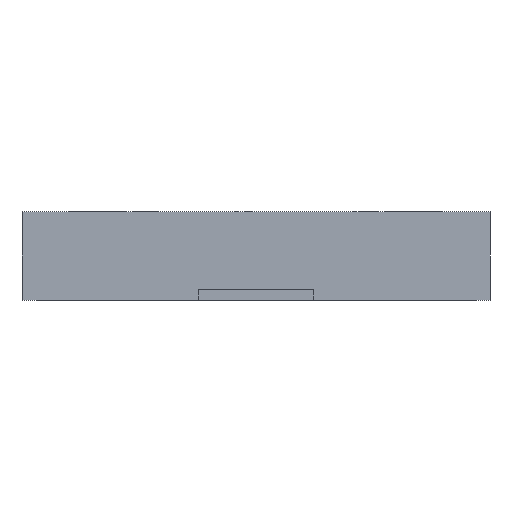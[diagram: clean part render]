
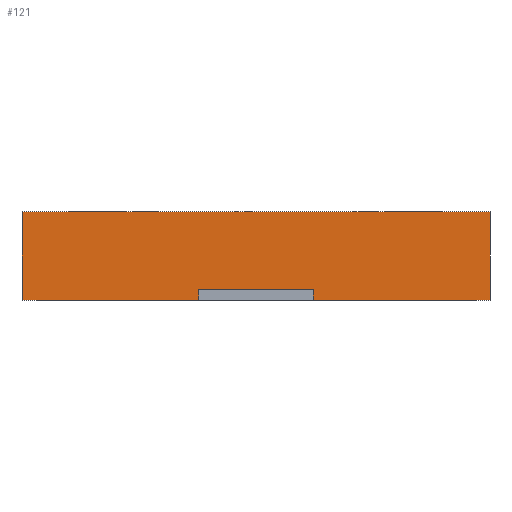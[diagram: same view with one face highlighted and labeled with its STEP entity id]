
A CAD part, front view. The second image highlights one B-rep face of the part: STEP entity #121.
In plain terms, the highlighted planar face has unit normal (0, -1, 0).
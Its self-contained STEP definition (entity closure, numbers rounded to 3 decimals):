
#121=ADVANCED_FACE('',(#336),#7220,.T.);
#336=FACE_OUTER_BOUND('',#545,.T.);
#545=EDGE_LOOP('',(#964,#965,#966,#967));
#964=ORIENTED_EDGE('',*,*,#4508,.F.);
#965=ORIENTED_EDGE('',*,*,#4729,.T.);
#966=ORIENTED_EDGE('',*,*,#4521,.F.);
#967=ORIENTED_EDGE('',*,*,#4730,.T.);
#1811=PCURVE('',#7217,#2855);
#1824=PCURVE('',#7218,#2868);
#2032=PCURVE('',#7220,#3076);
#2033=PCURVE('',#7220,#3077);
#2034=PCURVE('',#7220,#3078);
#2035=PCURVE('',#7220,#3079);
#2039=PCURVE('',#7221,#3083);
#2045=PCURVE('',#7223,#3089);
#2855=DEFINITIONAL_REPRESENTATION('',(#5121),#13164);
#2868=DEFINITIONAL_REPRESENTATION('',(#5147),#13164);
#3076=DEFINITIONAL_REPRESENTATION('',(#5558),#13164);
#3077=DEFINITIONAL_REPRESENTATION('',(#5560),#13164);
#3078=DEFINITIONAL_REPRESENTATION('',(#5561),#13164);
#3079=DEFINITIONAL_REPRESENTATION('',(#5563),#13164);
#3083=DEFINITIONAL_REPRESENTATION('',(#5568),#13164);
#3089=DEFINITIONAL_REPRESENTATION('',(#5575),#13164);
#3899=SURFACE_CURVE('',#5120,(#1811,#2032),.PCURVE_S1.);
#3912=SURFACE_CURVE('',#5146,(#1824,#2034),.PCURVE_S1.);
#4120=SURFACE_CURVE('',#5559,(#2033,#2039),.PCURVE_S1.);
#4121=SURFACE_CURVE('',#5562,(#2035,#2045),.PCURVE_S1.);
#4508=EDGE_CURVE('',#6747,#6743,#3899,.T.);
#4521=EDGE_CURVE('',#6759,#6762,#3912,.T.);
#4729=EDGE_CURVE('',#6747,#6762,#4120,.T.);
#4730=EDGE_CURVE('',#6759,#6743,#4121,.T.);
#5120=B_SPLINE_CURVE_WITH_KNOTS('',1,(#8208,#8209),.UNSPECIFIED.,.F.,.F.,
(2,2),(-49.,-40.),.UNSPECIFIED.);
#5121=B_SPLINE_CURVE_WITH_KNOTS('',1,(#8210,#8211),.UNSPECIFIED.,.F.,.F.,
(2,2),(-49.,-40.),.UNSPECIFIED.);
#5146=B_SPLINE_CURVE_WITH_KNOTS('',1,(#8268,#8269),.UNSPECIFIED.,.F.,.F.,
(2,2),(0.,9.),.UNSPECIFIED.);
#5147=B_SPLINE_CURVE_WITH_KNOTS('',1,(#8270,#8271),.UNSPECIFIED.,.F.,.F.,
(2,2),(0.,9.),.UNSPECIFIED.);
#5558=B_SPLINE_CURVE_WITH_KNOTS('',1,(#10072,#10073),.UNSPECIFIED.,.F.,.F.,
(2,2),(-49.,-40.),.UNSPECIFIED.);
#5559=B_SPLINE_CURVE_WITH_KNOTS('',1,(#10074,#10075),.UNSPECIFIED.,.F.,.F.,
(2,2),(0.,1.7),.UNSPECIFIED.);
#5560=B_SPLINE_CURVE_WITH_KNOTS('',1,(#10076,#10077),.UNSPECIFIED.,.F.,.F.,
(2,2),(0.,1.7),.UNSPECIFIED.);
#5561=B_SPLINE_CURVE_WITH_KNOTS('',1,(#10078,#10079),.UNSPECIFIED.,.F.,.F.,
(2,2),(0.,9.),.UNSPECIFIED.);
#5562=B_SPLINE_CURVE_WITH_KNOTS('',1,(#10080,#10081),.UNSPECIFIED.,.F.,.F.,
(2,2),(-1.7,0.),.UNSPECIFIED.);
#5563=B_SPLINE_CURVE_WITH_KNOTS('',1,(#10082,#10083),.UNSPECIFIED.,.F.,.F.,
(2,2),(-1.7,0.),.UNSPECIFIED.);
#5568=B_SPLINE_CURVE_WITH_KNOTS('',1,(#10092,#10093),.UNSPECIFIED.,.F.,.F.,
(2,2),(0.,1.7),.UNSPECIFIED.);
#5575=B_SPLINE_CURVE_WITH_KNOTS('',1,(#10106,#10107),.UNSPECIFIED.,.F.,.F.,
(2,2),(-1.7,0.),.UNSPECIFIED.);
#6743=VERTEX_POINT('',#7972);
#6747=VERTEX_POINT('',#7976);
#6759=VERTEX_POINT('',#7988);
#6762=VERTEX_POINT('',#7991);
#7217=PLANE('',#7379);
#7218=PLANE('',#7380);
#7220=PLANE('',#7382);
#7221=PLANE('',#7383);
#7223=PLANE('',#7385);
#7379=AXIS2_PLACEMENT_3D('',#7672,#7525,$);
#7380=AXIS2_PLACEMENT_3D('',#7673,#7526,$);
#7382=AXIS2_PLACEMENT_3D('',#7675,#7528,$);
#7383=AXIS2_PLACEMENT_3D('',#7676,#7529,$);
#7385=AXIS2_PLACEMENT_3D('',#7678,#7531,$);
#7525=DIRECTION('',(0.,0.,-1.));
#7526=DIRECTION('',(0.,0.,1.));
#7528=DIRECTION('',(0.,-1.,0.));
#7529=DIRECTION('',(1.,0.,0.));
#7531=DIRECTION('',(-1.,0.,0.));
#7672=CARTESIAN_POINT('',(-4.59,-5.61,0.));
#7673=CARTESIAN_POINT('',(-4.59,-5.61,1.7));
#7675=CARTESIAN_POINT('',(-4.5,-5.5,0.));
#7676=CARTESIAN_POINT('',(4.5,-5.5,0.));
#7678=CARTESIAN_POINT('',(-4.5,5.5,0.));
#7972=CARTESIAN_POINT('',(-4.5,-5.5,0.));
#7976=CARTESIAN_POINT('',(4.5,-5.5,0.));
#7988=CARTESIAN_POINT('',(-4.5,-5.5,1.7));
#7991=CARTESIAN_POINT('',(4.5,-5.5,1.7));
#8208=CARTESIAN_POINT('',(4.5,-5.5,0.));
#8209=CARTESIAN_POINT('',(-4.5,-5.5,0.));
#8210=CARTESIAN_POINT('',(0.,9.));
#8211=CARTESIAN_POINT('',(0.,0.));
#8268=CARTESIAN_POINT('',(-4.5,-5.5,1.7));
#8269=CARTESIAN_POINT('',(4.5,-5.5,1.7));
#8270=CARTESIAN_POINT('',(0.,0.));
#8271=CARTESIAN_POINT('',(9.,0.));
#10072=CARTESIAN_POINT('',(9.,0.));
#10073=CARTESIAN_POINT('',(0.,0.));
#10074=CARTESIAN_POINT('',(4.5,-5.5,0.));
#10075=CARTESIAN_POINT('',(4.5,-5.5,1.7));
#10076=CARTESIAN_POINT('',(9.,0.));
#10077=CARTESIAN_POINT('',(9.,1.7));
#10078=CARTESIAN_POINT('',(0.,1.7));
#10079=CARTESIAN_POINT('',(9.,1.7));
#10080=CARTESIAN_POINT('',(-4.5,-5.5,1.7));
#10081=CARTESIAN_POINT('',(-4.5,-5.5,0.));
#10082=CARTESIAN_POINT('',(0.,1.7));
#10083=CARTESIAN_POINT('',(0.,0.));
#10092=CARTESIAN_POINT('',(9.,0.));
#10093=CARTESIAN_POINT('',(9.,1.7));
#10106=CARTESIAN_POINT('',(40.,1.7));
#10107=CARTESIAN_POINT('',(40.,0.));
#13164=(
GEOMETRIC_REPRESENTATION_CONTEXT(2)
PARAMETRIC_REPRESENTATION_CONTEXT()
REPRESENTATION_CONTEXT('pspace','')
);
